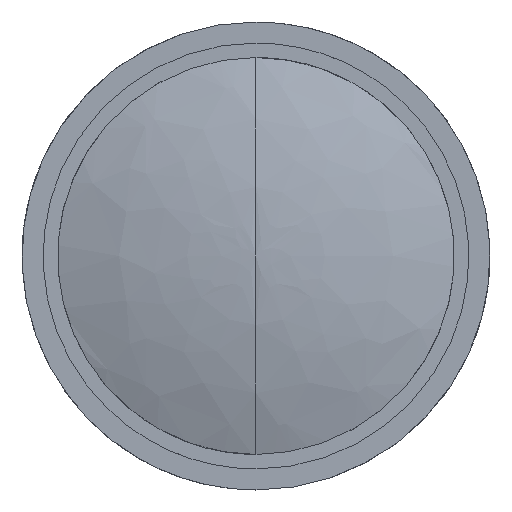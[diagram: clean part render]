
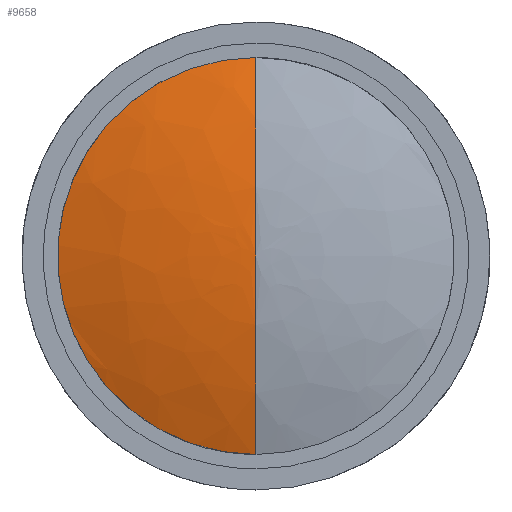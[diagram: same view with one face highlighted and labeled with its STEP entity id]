
A CAD part, left-side view. The second image highlights one B-rep face of the part: STEP entity #9658.
In plain terms, the highlighted free-form (B-spline) face has degree [3, 3] with [4, 4] control points.
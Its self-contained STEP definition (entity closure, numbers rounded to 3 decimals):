
#330 = CARTESIAN_POINT ( 'NONE',  ( -148.239, 0., -1.825 ) ) ;
#897 = CARTESIAN_POINT ( 'NONE',  ( -148.239, 0., -20.943 ) ) ;
#977 = CARTESIAN_POINT ( 'NONE',  ( -145.082, 0., -39.799 ) ) ;
#1066 = CARTESIAN_POINT ( 'NONE',  ( -138.854, 112.1, -57.875 ) ) ;
#1201 = EDGE_CURVE ( 'NONE', #6199, #2616, #8342, .T. ) ;
#1787 = CARTESIAN_POINT ( 'NONE',  ( -138.854, 0., -57.875 ) ) ;
#1867 = CARTESIAN_POINT ( 'NONE',  ( -148.239, 0., 17.293 ) ) ;
#2106 = CARTESIAN_POINT ( 'NONE',  ( -138.854, 112.1, 54.225 ) ) ;
#2190 = CARTESIAN_POINT ( 'NONE',  ( -148.239, 38.237, 17.293 ) ) ;
#2355 = CARTESIAN_POINT ( 'NONE',  ( -148.239, 0., -1.825 ) ) ;
#2616 = VERTEX_POINT ( 'NONE', #3125 ) ;
#2998 = CARTESIAN_POINT ( 'NONE',  ( -145.082, 0., -39.799 ) ) ;
#3069 = ORIENTED_EDGE ( 'NONE', *, *, #4249, .T. ) ;
#3125 = CARTESIAN_POINT ( 'NONE',  ( -148.239, 0., -1.825 ) ) ;
#3305 =( BOUNDED_CURVE ( )  B_SPLINE_CURVE ( 3, ( #330, #7892, #2998, #1787 ),
 .UNSPECIFIED., .F., .F. ) 
 B_SPLINE_CURVE_WITH_KNOTS ( ( 4, 4 ),
 ( 0., 1. ),
 .UNSPECIFIED. ) 
 CURVE ( )  GEOMETRIC_REPRESENTATION_ITEM ( )  RATIONAL_B_SPLINE_CURVE ( ( 1., 0.991, 0.991, 1. ) ) 
 REPRESENTATION_ITEM ( '' )  );
#3322 = CARTESIAN_POINT ( 'NONE',  ( -148.239, 38.237, -20.943 ) ) ;
#3481 = CARTESIAN_POINT ( 'NONE',  ( -145.082, 75.949, -39.799 ) ) ;
#3635 = CARTESIAN_POINT ( 'NONE',  ( -148.239, 0., -1.825 ) ) ;
#3964 = CARTESIAN_POINT ( 'NONE',  ( -145.082, 0., 36.149 ) ) ;
#4125 = CARTESIAN_POINT ( 'NONE',  ( -138.854, 0., 54.225 ) ) ;
#4249 = EDGE_CURVE ( 'NONE', #10841, #6199, #9530, .T. ) ;
#4421 = ORIENTED_EDGE ( 'NONE', *, *, #15047, .T. ) ;
#5564 = CARTESIAN_POINT ( 'NONE',  ( -148.239, 0., -1.825 ) ) ;
#5886 = CARTESIAN_POINT ( 'NONE',  ( -148.239, 0., -1.825 ) ) ;
#6199 = VERTEX_POINT ( 'NONE', #15193 ) ;
#6470 =( BOUNDED_SURFACE ( )  B_SPLINE_SURFACE ( 3, 3, ( 
 ( #3635, #13276, #2355, #5886 ),
 ( #897, #3322, #2190, #7087 ),
 ( #977, #3481, #15593, #12159 ),
 ( #15836, #1066, #2106, #8374 ) ),
 .UNSPECIFIED., .F., .F., .T. ) 
 B_SPLINE_SURFACE_WITH_KNOTS ( ( 4, 4 ),
 ( 4, 4 ),
 ( 0., 1. ),
 ( 0., 1. ),
 .UNSPECIFIED. ) 
 GEOMETRIC_REPRESENTATION_ITEM ( )  RATIONAL_B_SPLINE_SURFACE ( (
 ( 1., 0.333, 0.333, 1.),
 ( 0.991, 0.33, 0.33, 0.991),
 ( 0.991, 0.33, 0.33, 0.991),
 ( 1., 0.333, 0.333, 1.) ) ) 
 REPRESENTATION_ITEM ( '' )  SURFACE ( )  );
#7087 = CARTESIAN_POINT ( 'NONE',  ( -148.239, 0., 17.293 ) ) ;
#7892 = CARTESIAN_POINT ( 'NONE',  ( -148.239, 0., -20.943 ) ) ;
#8342 =( BOUNDED_CURVE ( )  B_SPLINE_CURVE ( 3, ( #4125, #3964, #1867, #5564 ),
 .UNSPECIFIED., .F., .T. ) 
 B_SPLINE_CURVE_WITH_KNOTS ( ( 4, 4 ),
 ( 0., 1. ),
 .UNSPECIFIED. ) 
 CURVE ( )  GEOMETRIC_REPRESENTATION_ITEM ( )  RATIONAL_B_SPLINE_CURVE ( ( 1., 0.991, 0.991, 1. ) ) 
 REPRESENTATION_ITEM ( '' )  );
#8374 = CARTESIAN_POINT ( 'NONE',  ( -138.854, 0., 54.225 ) ) ;
#8916 = ORIENTED_EDGE ( 'NONE', *, *, #1201, .T. ) ;
#9530 =( BOUNDED_CURVE ( )  B_SPLINE_CURVE ( 3, ( #10615, #15498, #14150, #14071 ),
 .UNSPECIFIED., .F., .F. ) 
 B_SPLINE_CURVE_WITH_KNOTS ( ( 4, 4 ),
 ( 0., 1. ),
 .UNSPECIFIED. ) 
 CURVE ( )  GEOMETRIC_REPRESENTATION_ITEM ( )  RATIONAL_B_SPLINE_CURVE ( ( 1., 0.333, 0.333, 1. ) ) 
 REPRESENTATION_ITEM ( '' )  );
#9658 = ADVANCED_FACE ( 'NONE', ( #12004 ), #6470, .T. ) ;
#10615 = CARTESIAN_POINT ( 'NONE',  ( -138.854, 0., -57.875 ) ) ;
#10792 = CARTESIAN_POINT ( 'NONE',  ( -138.854, 0., -57.875 ) ) ;
#10841 = VERTEX_POINT ( 'NONE', #10792 ) ;
#12004 = FACE_OUTER_BOUND ( 'NONE', #14200, .T. ) ;
#12159 = CARTESIAN_POINT ( 'NONE',  ( -145.082, 0., 36.149 ) ) ;
#13276 = CARTESIAN_POINT ( 'NONE',  ( -148.239, 0., -1.825 ) ) ;
#14071 = CARTESIAN_POINT ( 'NONE',  ( -138.854, 0., 54.225 ) ) ;
#14150 = CARTESIAN_POINT ( 'NONE',  ( -138.854, 112.1, 54.225 ) ) ;
#14200 = EDGE_LOOP ( 'NONE', ( #4421, #3069, #8916 ) ) ;
#15047 = EDGE_CURVE ( 'NONE', #2616, #10841, #3305, .T. ) ;
#15193 = CARTESIAN_POINT ( 'NONE',  ( -138.854, 0., 54.225 ) ) ;
#15498 = CARTESIAN_POINT ( 'NONE',  ( -138.854, 112.1, -57.875 ) ) ;
#15593 = CARTESIAN_POINT ( 'NONE',  ( -145.082, 75.949, 36.149 ) ) ;
#15836 = CARTESIAN_POINT ( 'NONE',  ( -138.854, 0., -57.875 ) ) ;
